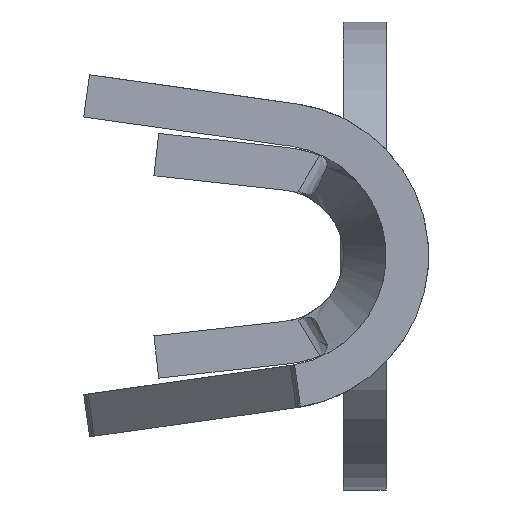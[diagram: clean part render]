
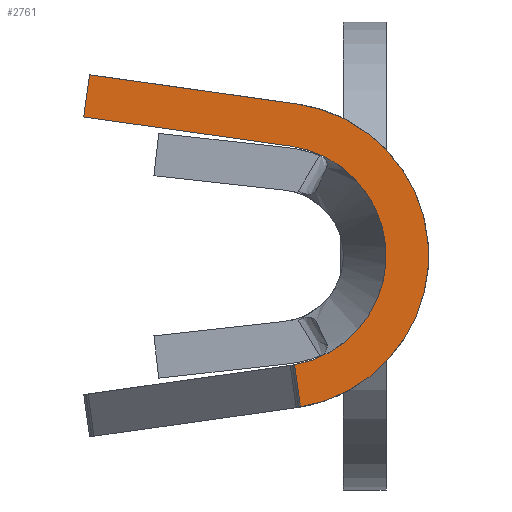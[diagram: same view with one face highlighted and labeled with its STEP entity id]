
A CAD part, left-side view. The second image highlights one B-rep face of the part: STEP entity #2761.
In plain terms, the highlighted planar face has unit normal (-1, 0, 0).
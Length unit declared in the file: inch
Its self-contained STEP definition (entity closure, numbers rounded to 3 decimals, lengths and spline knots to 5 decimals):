
#126 = LINE ( 'NONE', #368, #2811 ) ;
#194 = LINE ( 'NONE', #2702, #4087 ) ;
#233 = ORIENTED_EDGE ( 'NONE', *, *, #3849, .F. ) ;
#296 = VERTEX_POINT ( 'NONE', #4585 ) ;
#348 = VERTEX_POINT ( 'NONE', #1752 ) ;
#368 = CARTESIAN_POINT ( 'NONE',  ( -0.385, 0.04195, 0.0713 ) ) ;
#429 = CARTESIAN_POINT ( 'NONE',  ( -0.385, 0.052, 0. ) ) ;
#491 = LINE ( 'NONE', #933, #2307 ) ;
#532 = VERTEX_POINT ( 'NONE', #3405 ) ;
#681 = VECTOR ( 'NONE', #1585, 39.37008 ) ;
#778 = VERTEX_POINT ( 'NONE', #3758 ) ;
#795 = DIRECTION ( 'NONE',  ( 1., 0., 0. ) ) ;
#933 = CARTESIAN_POINT ( 'NONE',  ( -0.385, 0.05023, 0.00025 ) ) ;
#1053 = EDGE_CURVE ( 'NONE', #1101, #348, #491, .T. ) ;
#1101 = VERTEX_POINT ( 'NONE', #4613 ) ;
#1122 = DIRECTION ( 'NONE',  ( -1., 0., 0. ) ) ;
#1164 = EDGE_CURVE ( 'NONE', #778, #532, #126, .T. ) ;
#1256 = DIRECTION ( 'NONE',  ( 0., 0.99, 0.14 ) ) ;
#1285 = CARTESIAN_POINT ( 'NONE',  ( -0.385, 0.052, 0. ) ) ;
#1313 = AXIS2_PLACEMENT_3D ( 'NONE', #3296, #1122, #3663 ) ;
#1334 = EDGE_CURVE ( 'NONE', #532, #348, #3335, .T. ) ;
#1406 = AXIS2_PLACEMENT_3D ( 'NONE', #429, #795, #3341 ) ;
#1585 = DIRECTION ( 'NONE',  ( 0., -0.14, 0.99 ) ) ;
#1608 = VERTEX_POINT ( 'NONE', #2608 ) ;
#1647 = DIRECTION ( 'NONE',  ( 0., 0., -1. ) ) ;
#1666 = DIRECTION ( 'NONE',  ( 0., -0.14, -0.99 ) ) ;
#1752 = CARTESIAN_POINT ( 'NONE',  ( -0.385, 0.04019, -0.07102 ) ) ;
#2131 = EDGE_LOOP ( 'NONE', ( #2338, #4402, #3031, #2683, #233, #3781 ) ) ;
#2216 = CIRCLE ( 'NONE', #1313, 0.052 ) ;
#2307 = VECTOR ( 'NONE', #1666, 39.37008 ) ;
#2338 = ORIENTED_EDGE ( 'NONE', *, *, #3065, .F. ) ;
#2342 = AXIS2_PLACEMENT_3D ( 'NONE', #1285, #3822, #1647 ) ;
#2608 = CARTESIAN_POINT ( 'NONE',  ( -0.385, 0.142, 0.0652 ) ) ;
#2610 = PLANE ( 'NONE',  #1406 ) ;
#2683 = ORIENTED_EDGE ( 'NONE', *, *, #1164, .F. ) ;
#2702 = CARTESIAN_POINT ( 'NONE',  ( -0.385, 0.04474, 0.05149 ) ) ;
#2761 = ADVANCED_FACE ( 'NONE', ( #3231 ), #2610, .F. ) ;
#2811 = VECTOR ( 'NONE', #3283, 39.37008 ) ;
#3006 = CARTESIAN_POINT ( 'NONE',  ( -0.385, 0.142, 0.0652 ) ) ;
#3031 = ORIENTED_EDGE ( 'NONE', *, *, #1334, .F. ) ;
#3065 = EDGE_CURVE ( 'NONE', #1101, #296, #2216, .T. ) ;
#3231 = FACE_OUTER_BOUND ( 'NONE', #2131, .T. ) ;
#3283 = DIRECTION ( 'NONE',  ( 0., -0.99, -0.14 ) ) ;
#3296 = CARTESIAN_POINT ( 'NONE',  ( -0.385, 0.052, 0. ) ) ;
#3321 = EDGE_CURVE ( 'NONE', #296, #1608, #194, .T. ) ;
#3335 = CIRCLE ( 'NONE', #2342, 0.072 ) ;
#3341 = DIRECTION ( 'NONE',  ( 0., 0., -1. ) ) ;
#3405 = CARTESIAN_POINT ( 'NONE',  ( -0.385, 0.04195, 0.0713 ) ) ;
#3663 = DIRECTION ( 'NONE',  ( 0., 0., -1. ) ) ;
#3758 = CARTESIAN_POINT ( 'NONE',  ( -0.385, 0.13921, 0.085 ) ) ;
#3781 = ORIENTED_EDGE ( 'NONE', *, *, #3321, .F. ) ;
#3822 = DIRECTION ( 'NONE',  ( 1., 0., 0. ) ) ;
#3849 = EDGE_CURVE ( 'NONE', #1608, #778, #4322, .T. ) ;
#4087 = VECTOR ( 'NONE', #1256, 39.37008 ) ;
#4322 = LINE ( 'NONE', #3006, #681 ) ;
#4402 = ORIENTED_EDGE ( 'NONE', *, *, #1053, .T. ) ;
#4585 = CARTESIAN_POINT ( 'NONE',  ( -0.385, 0.04474, 0.05149 ) ) ;
#4613 = CARTESIAN_POINT ( 'NONE',  ( -0.385, 0.04298, -0.05121 ) ) ;
